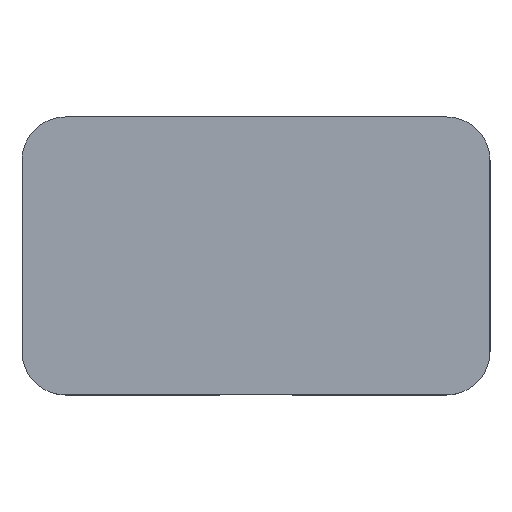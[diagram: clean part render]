
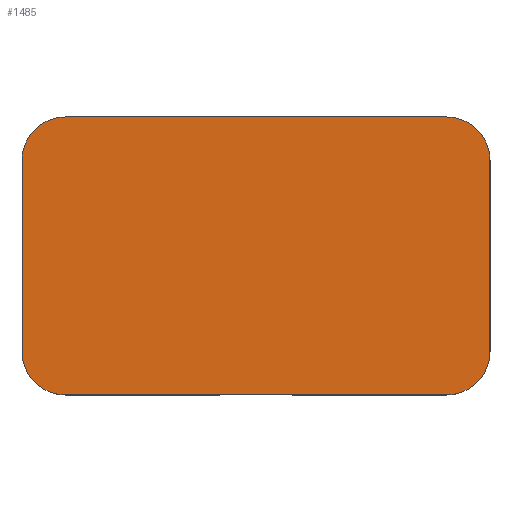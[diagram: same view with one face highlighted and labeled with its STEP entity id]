
A CAD part, top view. The second image highlights one B-rep face of the part: STEP entity #1485.
In plain terms, the highlighted planar face has unit normal (0, 0, 1).
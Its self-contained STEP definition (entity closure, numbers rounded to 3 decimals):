
#87 = VERTEX_POINT('',#88);
#88 = CARTESIAN_POINT('',(2.59,21.7,10.13));
#94 = EDGE_CURVE('',#87,#95,#97,.T.);
#95 = VERTEX_POINT('',#96);
#96 = CARTESIAN_POINT('',(33.74,21.7,10.13));
#97 = LINE('',#98,#99);
#98 = CARTESIAN_POINT('',(28.326,21.7,10.13));
#99 = VECTOR('',#100,1.);
#100 = DIRECTION('',(1.,0.,0.));
#297 = EDGE_CURVE('',#298,#87,#300,.T.);
#298 = VERTEX_POINT('',#299);
#299 = CARTESIAN_POINT('',(-0.95,18.16,10.13));
#300 = CIRCLE('',#301,3.54);
#301 = AXIS2_PLACEMENT_3D('',#302,#303,#304);
#302 = CARTESIAN_POINT('',(2.59,18.16,10.13));
#303 = DIRECTION('',(0.,0.,-1.));
#304 = DIRECTION('',(1.,0.,0.));
#330 = VERTEX_POINT('',#331);
#331 = CARTESIAN_POINT('',(37.28,18.16,10.13));
#337 = EDGE_CURVE('',#95,#330,#338,.T.);
#338 = CIRCLE('',#339,3.54);
#339 = AXIS2_PLACEMENT_3D('',#340,#341,#342);
#340 = CARTESIAN_POINT('',(33.74,18.16,10.13));
#341 = DIRECTION('',(0.,0.,-1.));
#342 = DIRECTION('',(1.,0.,0.));
#524 = VERTEX_POINT('',#525);
#525 = CARTESIAN_POINT('',(-0.95,2.539,10.13));
#531 = EDGE_CURVE('',#524,#298,#532,.T.);
#532 = LINE('',#533,#534);
#533 = CARTESIAN_POINT('',(-0.95,8.529,10.13));
#534 = VECTOR('',#535,1.);
#535 = DIRECTION('',(0.,1.,0.));
#578 = EDGE_CURVE('',#579,#524,#581,.T.);
#579 = VERTEX_POINT('',#580);
#580 = CARTESIAN_POINT('',(2.59,-1.001,10.13));
#581 = CIRCLE('',#582,3.54);
#582 = AXIS2_PLACEMENT_3D('',#583,#584,#585);
#583 = CARTESIAN_POINT('',(2.59,2.539,10.13));
#584 = DIRECTION('',(0.,0.,-1.));
#585 = DIRECTION('',(1.,0.,0.));
#636 = VERTEX_POINT('',#637);
#637 = CARTESIAN_POINT('',(33.74,-1.001,10.13));
#643 = EDGE_CURVE('',#636,#579,#644,.T.);
#644 = LINE('',#645,#646);
#645 = CARTESIAN_POINT('',(12.751,-1.001,10.13));
#646 = VECTOR('',#647,1.);
#647 = DIRECTION('',(-1.,0.,0.));
#760 = EDGE_CURVE('',#761,#636,#763,.T.);
#761 = VERTEX_POINT('',#762);
#762 = CARTESIAN_POINT('',(37.28,2.539,10.13));
#763 = CIRCLE('',#764,3.54);
#764 = AXIS2_PLACEMENT_3D('',#765,#766,#767);
#765 = CARTESIAN_POINT('',(33.74,2.539,10.13));
#766 = DIRECTION('',(0.,0.,-1.));
#767 = DIRECTION('',(1.,0.,0.));
#784 = EDGE_CURVE('',#330,#761,#785,.T.);
#785 = LINE('',#786,#787);
#786 = CARTESIAN_POINT('',(37.28,0.719,10.13));
#787 = VECTOR('',#788,1.);
#788 = DIRECTION('',(-0.,-1.,-0.));
#1485 = ADVANCED_FACE('',(#1486),#1496,.F.);
#1486 = FACE_BOUND('',#1487,.T.);
#1487 = EDGE_LOOP('',(#1488,#1489,#1490,#1491,#1492,#1493,#1494,#1495));
#1488 = ORIENTED_EDGE('',*,*,#578,.F.);
#1489 = ORIENTED_EDGE('',*,*,#643,.F.);
#1490 = ORIENTED_EDGE('',*,*,#760,.F.);
#1491 = ORIENTED_EDGE('',*,*,#784,.F.);
#1492 = ORIENTED_EDGE('',*,*,#337,.F.);
#1493 = ORIENTED_EDGE('',*,*,#94,.F.);
#1494 = ORIENTED_EDGE('',*,*,#297,.F.);
#1495 = ORIENTED_EDGE('',*,*,#531,.F.);
#1496 = PLANE('',#1497);
#1497 = AXIS2_PLACEMENT_3D('',#1498,#1499,#1500);
#1498 = CARTESIAN_POINT('',(22.913,-1.102,10.13));
#1499 = DIRECTION('',(0.,0.,-1.));
#1500 = DIRECTION('',(1.,0.,0.));
